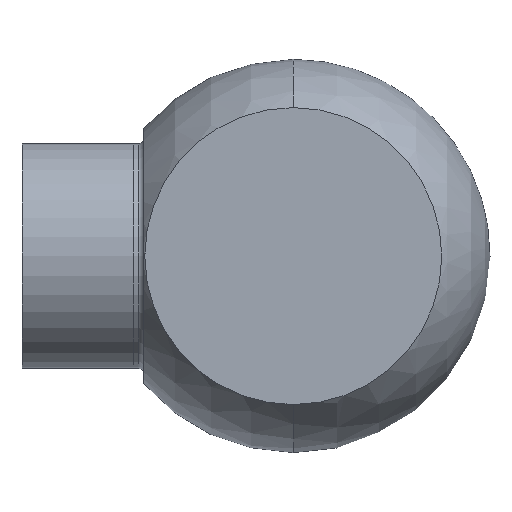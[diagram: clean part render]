
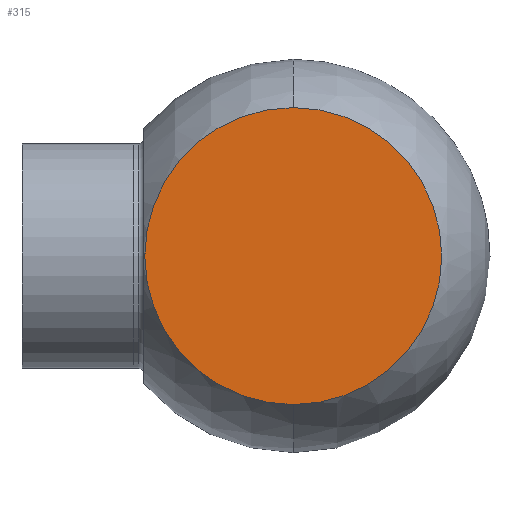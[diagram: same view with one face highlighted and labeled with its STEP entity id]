
A CAD part, front view. The second image highlights one B-rep face of the part: STEP entity #315.
In plain terms, the highlighted planar face has unit normal (0, -1, 0).
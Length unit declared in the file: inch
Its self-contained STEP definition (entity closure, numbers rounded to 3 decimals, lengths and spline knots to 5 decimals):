
#15 = DIRECTION ( 'NONE',  ( -1., 0., 0. ) ) ;
#35 = CARTESIAN_POINT ( 'NONE',  ( 0., -1.435, 1.65038 ) ) ;
#42 = EDGE_LOOP ( 'NONE', ( #443, #408 ) ) ;
#50 = AXIS2_PLACEMENT_3D ( 'NONE', #188, #451, #448 ) ;
#101 = EDGE_CURVE ( 'NONE', #362, #217, #242, .T. ) ;
#156 = CARTESIAN_POINT ( 'NONE',  ( 0., -1.435, -1.65038 ) ) ;
#165 = CARTESIAN_POINT ( 'NONE',  ( 0., -1.435, 1.65038 ) ) ;
#188 = CARTESIAN_POINT ( 'NONE',  ( 0., -1.435, 0. ) ) ;
#196 = AXIS2_PLACEMENT_3D ( 'NONE', #165, #572, #274 ) ;
#217 = VERTEX_POINT ( 'NONE', #156 ) ;
#242 = CIRCLE ( 'NONE', #50, 1.65038 ) ;
#274 = DIRECTION ( 'NONE',  ( -1., 0., 0. ) ) ;
#315 = ADVANCED_FACE ( 'NONE', ( #540 ), #333, .F. ) ;
#316 = DIRECTION ( 'NONE',  ( 0., 1., 0. ) ) ;
#333 = PLANE ( 'NONE',  #196 ) ;
#362 = VERTEX_POINT ( 'NONE', #35 ) ;
#408 = ORIENTED_EDGE ( 'NONE', *, *, #450, .F. ) ;
#443 = ORIENTED_EDGE ( 'NONE', *, *, #101, .F. ) ;
#448 = DIRECTION ( 'NONE',  ( -1., 0., 0. ) ) ;
#450 = EDGE_CURVE ( 'NONE', #217, #362, #599, .T. ) ;
#451 = DIRECTION ( 'NONE',  ( 0., 1., 0. ) ) ;
#479 = AXIS2_PLACEMENT_3D ( 'NONE', #610, #316, #15 ) ;
#540 = FACE_OUTER_BOUND ( 'NONE', #42, .T. ) ;
#572 = DIRECTION ( 'NONE',  ( 0., 1., 0. ) ) ;
#599 = CIRCLE ( 'NONE', #479, 1.65038 ) ;
#610 = CARTESIAN_POINT ( 'NONE',  ( 0., -1.435, 0. ) ) ;
